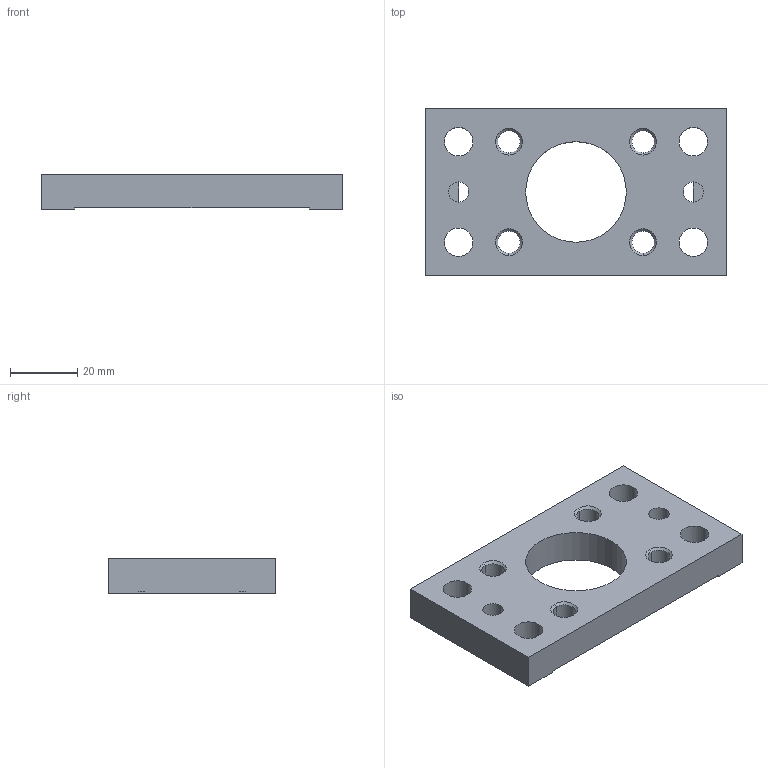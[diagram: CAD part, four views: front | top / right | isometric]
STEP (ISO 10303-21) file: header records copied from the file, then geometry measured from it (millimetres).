
FILE_DESCRIPTION(('STEP AP203'),'1');
FILE_NAME('ap_s-ds-s-0_5.stp','2014-08-06T06:38:12',('TraceParts'),('TraceParts S.A.'),'XStep 1.0',' ',' ');
FILE_SCHEMA(('CONFIG_CONTROL_DESIGN'));
Length unit declared in the file: millimetre
Products named in the file (1): 1
Bounding box: 90 x 50 x 10.5 mm (x, y, z)
Volume: 33998.9 mm3; surface area: 12910.6 mm2
Topology: 1 solids, 1 shells, 70 faces, 190 edges, 120 vertices
Faces by surface type: cylinder 30, plane 24, cone 16
Entity records: 2302 total; most frequent: DIRECTION 412, CARTESIAN_POINT 381, ORIENTED_EDGE 380, EDGE_CURVE 190, AXIS2_PLACEMENT_3D 151, VERTEX_POINT 120, LINE 110, VECTOR 110
